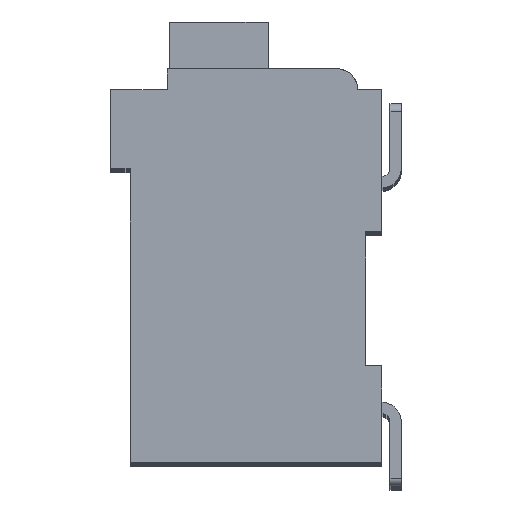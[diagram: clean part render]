
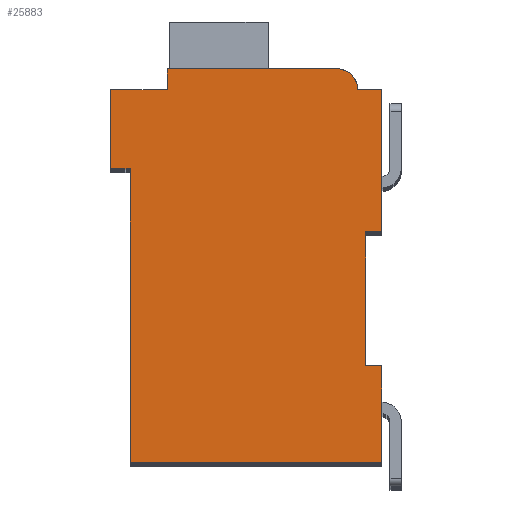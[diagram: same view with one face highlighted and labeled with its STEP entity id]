
A CAD part, top view. The second image highlights one B-rep face of the part: STEP entity #25883.
In plain terms, the highlighted planar face has unit normal (0, 0, 1).
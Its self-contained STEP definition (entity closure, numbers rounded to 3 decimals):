
#4652=DIRECTION('',(1.,0.,0.));
#4653=VECTOR('',#4652,0.5);
#4654=CARTESIAN_POINT('',(7.3,7.15,2.1));
#4655=LINE('',#4654,#4653);
#4656=DIRECTION('',(0.,1.,0.));
#4657=VECTOR('',#4656,4.15);
#4658=CARTESIAN_POINT('',(7.3,3.,2.1));
#4659=LINE('',#4658,#4657);
#4660=DIRECTION('',(-1.,0.,0.));
#4661=VECTOR('',#4660,0.5);
#4662=CARTESIAN_POINT('',(7.8,3.,2.1));
#4663=LINE('',#4662,#4661);
#4664=DIRECTION('',(0.,1.,0.));
#4665=VECTOR('',#4664,3.);
#4666=CARTESIAN_POINT('',(7.8,0.,2.1));
#4667=LINE('',#4666,#4665);
#4668=DIRECTION('',(1.,0.,0.));
#4669=VECTOR('',#4668,7.8);
#4670=CARTESIAN_POINT('',(0.,0.,2.1));
#4671=LINE('',#4670,#4669);
#4672=DIRECTION('',(0.,-1.,0.));
#4673=VECTOR('',#4672,9.1);
#4674=CARTESIAN_POINT('',(0.,9.1,2.1));
#4675=LINE('',#4674,#4673);
#4676=DIRECTION('',(1.,0.,0.));
#4677=VECTOR('',#4676,0.6);
#4678=CARTESIAN_POINT('',(-0.6,9.1,2.1));
#4679=LINE('',#4678,#4677);
#4680=DIRECTION('',(0.,-1.,0.));
#4681=VECTOR('',#4680,2.45);
#4682=CARTESIAN_POINT('',(-0.6,11.55,2.1));
#4683=LINE('',#4682,#4681);
#4684=DIRECTION('',(-1.,0.,0.));
#4685=VECTOR('',#4684,1.75);
#4686=CARTESIAN_POINT('',(1.15,11.55,2.1));
#4687=LINE('',#4686,#4685);
#4688=DIRECTION('',(0.,-1.,0.));
#4689=VECTOR('',#4688,0.65);
#4690=CARTESIAN_POINT('',(1.15,12.2,2.1));
#4691=LINE('',#4690,#4689);
#4692=DIRECTION('',(-1.,0.,0.));
#4693=VECTOR('',#4692,5.25);
#4694=CARTESIAN_POINT('',(6.4,12.2,2.1));
#4695=LINE('',#4694,#4693);
#4696=CARTESIAN_POINT('',(6.4,11.55,2.1));
#4697=DIRECTION('',(0.,0.,1.));
#4698=DIRECTION('',(1.,0.,0.));
#4699=AXIS2_PLACEMENT_3D('',#4696,#4697,#4698);
#4701=DIRECTION('',(-1.,0.,0.));
#4702=VECTOR('',#4701,0.75);
#4703=CARTESIAN_POINT('',(7.8,11.55,2.1));
#4704=LINE('',#4703,#4702);
#4705=DIRECTION('',(0.,1.,0.));
#4706=VECTOR('',#4705,4.4);
#4707=CARTESIAN_POINT('',(7.8,7.15,2.1));
#4708=LINE('',#4707,#4706);
#16843=CARTESIAN_POINT('',(7.3,7.15,2.1));
#16844=CARTESIAN_POINT('',(7.8,7.15,2.1));
#16845=VERTEX_POINT('',#16843);
#16846=VERTEX_POINT('',#16844);
#16847=CARTESIAN_POINT('',(7.8,11.55,2.1));
#16848=VERTEX_POINT('',#16847);
#16849=CARTESIAN_POINT('',(7.05,11.55,2.1));
#16850=VERTEX_POINT('',#16849);
#16851=CARTESIAN_POINT('',(6.4,12.2,2.1));
#16852=VERTEX_POINT('',#16851);
#16853=CARTESIAN_POINT('',(1.15,12.2,2.1));
#16854=VERTEX_POINT('',#16853);
#16855=CARTESIAN_POINT('',(1.15,11.55,2.1));
#16856=VERTEX_POINT('',#16855);
#16857=CARTESIAN_POINT('',(-0.6,11.55,2.1));
#16858=VERTEX_POINT('',#16857);
#16859=CARTESIAN_POINT('',(-0.6,9.1,2.1));
#16860=VERTEX_POINT('',#16859);
#16861=CARTESIAN_POINT('',(0.,9.1,2.1));
#16862=VERTEX_POINT('',#16861);
#16863=CARTESIAN_POINT('',(0.,0.,2.1));
#16864=VERTEX_POINT('',#16863);
#16865=CARTESIAN_POINT('',(7.8,0.,2.1));
#16866=VERTEX_POINT('',#16865);
#16867=CARTESIAN_POINT('',(7.8,3.,2.1));
#16868=VERTEX_POINT('',#16867);
#16869=CARTESIAN_POINT('',(7.3,3.,2.1));
#16870=VERTEX_POINT('',#16869);
#25859=CARTESIAN_POINT('',(0.,0.,2.1));
#25860=DIRECTION('',(0.,0.,1.));
#25861=DIRECTION('',(1.,0.,0.));
#25862=AXIS2_PLACEMENT_3D('',#25859,#25860,#25861);
#25863=PLANE('',#25862);
#25864=ORIENTED_EDGE('',*,*,#22100,.F.);
#25865=ORIENTED_EDGE('',*,*,#22937,.F.);
#25867=ORIENTED_EDGE('',*,*,#25866,.F.);
#25869=ORIENTED_EDGE('',*,*,#25868,.F.);
#25871=ORIENTED_EDGE('',*,*,#25870,.F.);
#25872=ORIENTED_EDGE('',*,*,#23594,.F.);
#25873=ORIENTED_EDGE('',*,*,#23762,.F.);
#25874=ORIENTED_EDGE('',*,*,#24066,.F.);
#25875=ORIENTED_EDGE('',*,*,#24375,.F.);
#25876=ORIENTED_EDGE('',*,*,#24444,.F.);
#25877=ORIENTED_EDGE('',*,*,#24896,.F.);
#25878=ORIENTED_EDGE('',*,*,#25577,.F.);
#25879=ORIENTED_EDGE('',*,*,#25409,.F.);
#25880=ORIENTED_EDGE('',*,*,#22553,.F.);
#25881=EDGE_LOOP('',(#25864,#25865,#25867,#25869,#25871,#25872,#25873,#25874,
#25875,#25876,#25877,#25878,#25879,#25880));
#25882=FACE_OUTER_BOUND('',#25881,.F.);
#4700=CIRCLE('',#4699,0.65);
#22100=EDGE_CURVE('',#16845,#16846,#4655,.T.);
#22553=EDGE_CURVE('',#16846,#16848,#4708,.T.);
#22937=EDGE_CURVE('',#16870,#16845,#4659,.T.);
#23594=EDGE_CURVE('',#16862,#16864,#4675,.T.);
#23762=EDGE_CURVE('',#16860,#16862,#4679,.T.);
#24066=EDGE_CURVE('',#16858,#16860,#4683,.T.);
#24375=EDGE_CURVE('',#16856,#16858,#4687,.T.);
#24444=EDGE_CURVE('',#16854,#16856,#4691,.T.);
#24896=EDGE_CURVE('',#16852,#16854,#4695,.T.);
#25409=EDGE_CURVE('',#16848,#16850,#4704,.T.);
#25577=EDGE_CURVE('',#16850,#16852,#4700,.T.);
#25866=EDGE_CURVE('',#16868,#16870,#4663,.T.);
#25868=EDGE_CURVE('',#16866,#16868,#4667,.T.);
#25870=EDGE_CURVE('',#16864,#16866,#4671,.T.);
#25883=ADVANCED_FACE('',(#25882),#25863,.T.);
